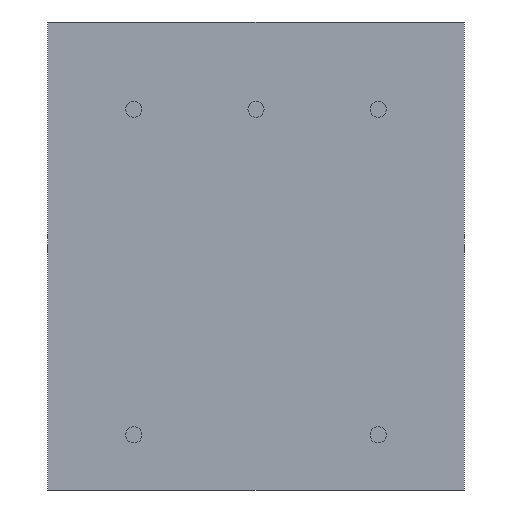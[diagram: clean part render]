
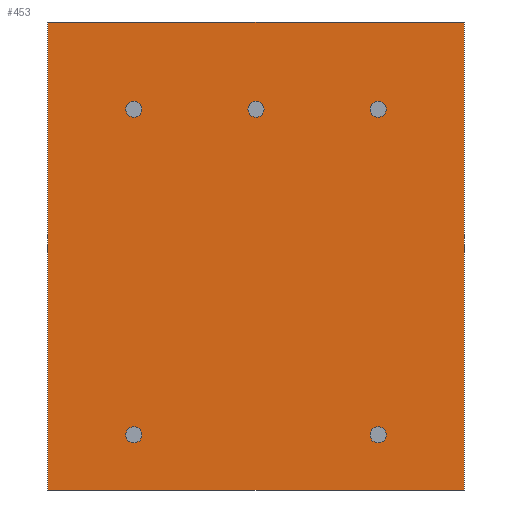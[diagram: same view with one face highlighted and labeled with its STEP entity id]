
A CAD part, front view. The second image highlights one B-rep face of the part: STEP entity #453.
In plain terms, the highlighted planar face has unit normal (0, -1, 0).
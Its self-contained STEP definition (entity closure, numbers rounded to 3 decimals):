
#2 = EDGE_CURVE ( 'NONE', #80, #12, #645, .T. ) ;
#12 = VERTEX_POINT ( 'NONE', #341 ) ;
#14 = EDGE_CURVE ( 'NONE', #251, #325, #213, .T. ) ;
#15 = LINE ( 'NONE', #550, #671 ) ;
#20 = CARTESIAN_POINT ( 'NONE',  ( 0., 0., 9.16 ) ) ;
#24 = VECTOR ( 'NONE', #138, 1000. ) ;
#32 = CIRCLE ( 'NONE', #538, 0.5 ) ;
#40 = CARTESIAN_POINT ( 'NONE',  ( 13., 0., -14.6 ) ) ;
#41 = CARTESIAN_POINT ( 'NONE',  ( -7.62, 0., -11.16 ) ) ;
#46 = CARTESIAN_POINT ( 'NONE',  ( -7.62, 0., 9.66 ) ) ;
#52 = CARTESIAN_POINT ( 'NONE',  ( -7.62, 0., 8.66 ) ) ;
#53 = CIRCLE ( 'NONE', #443, 0.5 ) ;
#56 = CARTESIAN_POINT ( 'NONE',  ( -7.62, 0., -10.66 ) ) ;
#66 = DIRECTION ( 'NONE',  ( 0., 0., 1. ) ) ;
#75 = CARTESIAN_POINT ( 'NONE',  ( -7.62, 0., -11.16 ) ) ;
#80 = VERTEX_POINT ( 'NONE', #557 ) ;
#81 = DIRECTION ( 'NONE',  ( 0., 0., 1. ) ) ;
#82 = CARTESIAN_POINT ( 'NONE',  ( 7.62, 0., -11.16 ) ) ;
#85 = EDGE_CURVE ( 'NONE', #488, #353, #317, .T. ) ;
#87 = ORIENTED_EDGE ( 'NONE', *, *, #630, .F. ) ;
#89 = VERTEX_POINT ( 'NONE', #168 ) ;
#91 = FACE_BOUND ( 'NONE', #105, .T. ) ;
#101 = LINE ( 'NONE', #505, #192 ) ;
#105 = EDGE_LOOP ( 'NONE', ( #197, #460 ) ) ;
#111 = DIRECTION ( 'NONE',  ( 0., 0., 1. ) ) ;
#121 = FACE_BOUND ( 'NONE', #186, .T. ) ;
#126 = AXIS2_PLACEMENT_3D ( 'NONE', #233, #334, #398 ) ;
#128 = DIRECTION ( 'NONE',  ( 0., -1., 0. ) ) ;
#138 = DIRECTION ( 'NONE',  ( 0., 0., 1. ) ) ;
#140 = AXIS2_PLACEMENT_3D ( 'NONE', #556, #433, #81 ) ;
#149 = LINE ( 'NONE', #272, #24 ) ;
#151 = DIRECTION ( 'NONE',  ( 0., -1., 0. ) ) ;
#157 = DIRECTION ( 'NONE',  ( -1., 0., 0. ) ) ;
#163 = ORIENTED_EDGE ( 'NONE', *, *, #350, .F. ) ;
#165 = EDGE_LOOP ( 'NONE', ( #87, #373 ) ) ;
#168 = CARTESIAN_POINT ( 'NONE',  ( -13., 0., 14.6 ) ) ;
#171 = AXIS2_PLACEMENT_3D ( 'NONE', #82, #181, #563 ) ;
#181 = DIRECTION ( 'NONE',  ( 0., -1., 0. ) ) ;
#183 = ORIENTED_EDGE ( 'NONE', *, *, #2, .F. ) ;
#186 = EDGE_LOOP ( 'NONE', ( #209, #677 ) ) ;
#192 = VECTOR ( 'NONE', #651, 1000. ) ;
#197 = ORIENTED_EDGE ( 'NONE', *, *, #430, .F. ) ;
#200 = VERTEX_POINT ( 'NONE', #56 ) ;
#209 = ORIENTED_EDGE ( 'NONE', *, *, #14, .F. ) ;
#210 = EDGE_CURVE ( 'NONE', #637, #451, #288, .T. ) ;
#213 = CIRCLE ( 'NONE', #140, 0.5 ) ;
#220 = CIRCLE ( 'NONE', #383, 0.5 ) ;
#224 = DIRECTION ( 'NONE',  ( 0., 0., 1. ) ) ;
#228 = CARTESIAN_POINT ( 'NONE',  ( 7.62, 0., 8.66 ) ) ;
#233 = CARTESIAN_POINT ( 'NONE',  ( -13., 0., 14.6 ) ) ;
#240 = FACE_OUTER_BOUND ( 'NONE', #579, .T. ) ;
#244 = CIRCLE ( 'NONE', #586, 0.5 ) ;
#251 = VERTEX_POINT ( 'NONE', #656 ) ;
#257 = DIRECTION ( 'NONE',  ( 0., -1., 0. ) ) ;
#268 = CARTESIAN_POINT ( 'NONE',  ( 0., 0., 9.16 ) ) ;
#269 = VERTEX_POINT ( 'NONE', #385 ) ;
#272 = CARTESIAN_POINT ( 'NONE',  ( -13., 0., -14.6 ) ) ;
#276 = EDGE_CURVE ( 'NONE', #510, #200, #244, .T. ) ;
#277 = VERTEX_POINT ( 'NONE', #528 ) ;
#278 = ORIENTED_EDGE ( 'NONE', *, *, #665, .F. ) ;
#285 = PLANE ( 'NONE',  #126 ) ;
#288 = CIRCLE ( 'NONE', #555, 0.5 ) ;
#291 = DIRECTION ( 'NONE',  ( 0., -1., 0. ) ) ;
#317 = CIRCLE ( 'NONE', #171, 0.5 ) ;
#318 = DIRECTION ( 'NONE',  ( 0., 0., -1. ) ) ;
#322 = FACE_BOUND ( 'NONE', #165, .T. ) ;
#324 = DIRECTION ( 'NONE',  ( 0., -1., 0. ) ) ;
#325 = VERTEX_POINT ( 'NONE', #228 ) ;
#334 = DIRECTION ( 'NONE',  ( 0., 1., 0. ) ) ;
#335 = CARTESIAN_POINT ( 'NONE',  ( 7.62, 0., -11.66 ) ) ;
#341 = CARTESIAN_POINT ( 'NONE',  ( 13., 0., -14.6 ) ) ;
#342 = DIRECTION ( 'NONE',  ( 0., 0., 1. ) ) ;
#350 = EDGE_CURVE ( 'NONE', #277, #269, #610, .T. ) ;
#353 = VERTEX_POINT ( 'NONE', #335 ) ;
#358 = CARTESIAN_POINT ( 'NONE',  ( 7.62, 0., -10.66 ) ) ;
#366 = ORIENTED_EDGE ( 'NONE', *, *, #551, .F. ) ;
#372 = AXIS2_PLACEMENT_3D ( 'NONE', #268, #561, #66 ) ;
#373 = ORIENTED_EDGE ( 'NONE', *, *, #210, .F. ) ;
#383 = AXIS2_PLACEMENT_3D ( 'NONE', #568, #658, #342 ) ;
#385 = CARTESIAN_POINT ( 'NONE',  ( 0., 0., 9.66 ) ) ;
#398 = DIRECTION ( 'NONE',  ( 0., 0., 1. ) ) ;
#400 = EDGE_LOOP ( 'NONE', ( #366, #163 ) ) ;
#407 = FACE_BOUND ( 'NONE', #400, .T. ) ;
#409 = DIRECTION ( 'NONE',  ( 0., 0., 1. ) ) ;
#425 = CARTESIAN_POINT ( 'NONE',  ( -7.62, 0., -11.66 ) ) ;
#430 = EDGE_CURVE ( 'NONE', #200, #510, #32, .T. ) ;
#433 = DIRECTION ( 'NONE',  ( 0., -1., 0. ) ) ;
#443 = AXIS2_PLACEMENT_3D ( 'NONE', #20, #324, #449 ) ;
#444 = DIRECTION ( 'NONE',  ( 0., -1., 0. ) ) ;
#446 = CARTESIAN_POINT ( 'NONE',  ( -13., 0., -14.6 ) ) ;
#449 = DIRECTION ( 'NONE',  ( 0., 0., 1. ) ) ;
#451 = VERTEX_POINT ( 'NONE', #46 ) ;
#453 = ADVANCED_FACE ( 'NONE', ( #91, #407, #240, #322, #121, #547 ), #285, .F. ) ;
#460 = ORIENTED_EDGE ( 'NONE', *, *, #276, .F. ) ;
#468 = DIRECTION ( 'NONE',  ( 0., 0., 1. ) ) ;
#476 = CARTESIAN_POINT ( 'NONE',  ( -7.62, 0., 9.16 ) ) ;
#483 = ORIENTED_EDGE ( 'NONE', *, *, #644, .F. ) ;
#485 = CIRCLE ( 'NONE', #503, 0.5 ) ;
#488 = VERTEX_POINT ( 'NONE', #358 ) ;
#489 = CARTESIAN_POINT ( 'NONE',  ( 7.62, 0., -11.16 ) ) ;
#492 = VECTOR ( 'NONE', #318, 1000. ) ;
#503 = AXIS2_PLACEMENT_3D ( 'NONE', #536, #291, #409 ) ;
#505 = CARTESIAN_POINT ( 'NONE',  ( -13., 0., 14.6 ) ) ;
#510 = VERTEX_POINT ( 'NONE', #425 ) ;
#515 = VERTEX_POINT ( 'NONE', #446 ) ;
#528 = CARTESIAN_POINT ( 'NONE',  ( 0., 0., 8.66 ) ) ;
#536 = CARTESIAN_POINT ( 'NONE',  ( -7.62, 0., 9.16 ) ) ;
#538 = AXIS2_PLACEMENT_3D ( 'NONE', #41, #151, #468 ) ;
#544 = ORIENTED_EDGE ( 'NONE', *, *, #565, .F. ) ;
#547 = FACE_BOUND ( 'NONE', #615, .T. ) ;
#548 = ORIENTED_EDGE ( 'NONE', *, *, #584, .F. ) ;
#549 = CIRCLE ( 'NONE', #580, 0.5 ) ;
#550 = CARTESIAN_POINT ( 'NONE',  ( -13., 0., -14.6 ) ) ;
#551 = EDGE_CURVE ( 'NONE', #269, #277, #53, .T. ) ;
#555 = AXIS2_PLACEMENT_3D ( 'NONE', #476, #128, #224 ) ;
#556 = CARTESIAN_POINT ( 'NONE',  ( 7.62, 0., 9.16 ) ) ;
#557 = CARTESIAN_POINT ( 'NONE',  ( 13., 0., 14.6 ) ) ;
#561 = DIRECTION ( 'NONE',  ( 0., -1., 0. ) ) ;
#563 = DIRECTION ( 'NONE',  ( 0., 0., 1. ) ) ;
#565 = EDGE_CURVE ( 'NONE', #89, #80, #101, .T. ) ;
#568 = CARTESIAN_POINT ( 'NONE',  ( 7.62, 0., 9.16 ) ) ;
#579 = EDGE_LOOP ( 'NONE', ( #548, #483, #183, #544 ) ) ;
#580 = AXIS2_PLACEMENT_3D ( 'NONE', #489, #257, #111 ) ;
#584 = EDGE_CURVE ( 'NONE', #515, #89, #149, .T. ) ;
#586 = AXIS2_PLACEMENT_3D ( 'NONE', #75, #444, #659 ) ;
#610 = CIRCLE ( 'NONE', #372, 0.5 ) ;
#615 = EDGE_LOOP ( 'NONE', ( #625, #278 ) ) ;
#625 = ORIENTED_EDGE ( 'NONE', *, *, #85, .F. ) ;
#628 = EDGE_CURVE ( 'NONE', #325, #251, #220, .T. ) ;
#630 = EDGE_CURVE ( 'NONE', #451, #637, #485, .T. ) ;
#637 = VERTEX_POINT ( 'NONE', #52 ) ;
#644 = EDGE_CURVE ( 'NONE', #12, #515, #15, .T. ) ;
#645 = LINE ( 'NONE', #40, #492 ) ;
#651 = DIRECTION ( 'NONE',  ( 1., 0., 0. ) ) ;
#656 = CARTESIAN_POINT ( 'NONE',  ( 7.62, 0., 9.66 ) ) ;
#658 = DIRECTION ( 'NONE',  ( 0., -1., 0. ) ) ;
#659 = DIRECTION ( 'NONE',  ( 0., 0., 1. ) ) ;
#665 = EDGE_CURVE ( 'NONE', #353, #488, #549, .T. ) ;
#671 = VECTOR ( 'NONE', #157, 1000. ) ;
#677 = ORIENTED_EDGE ( 'NONE', *, *, #628, .F. ) ;
